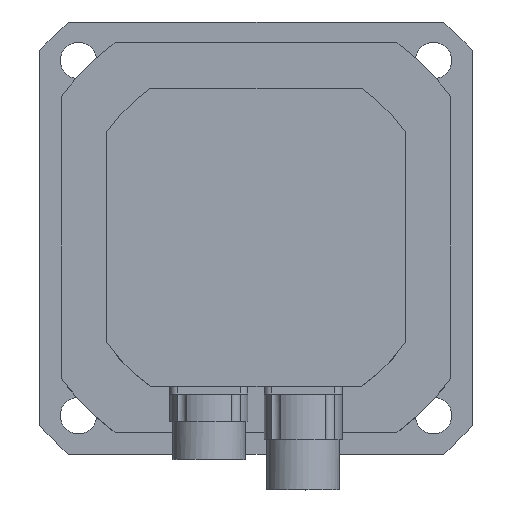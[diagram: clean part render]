
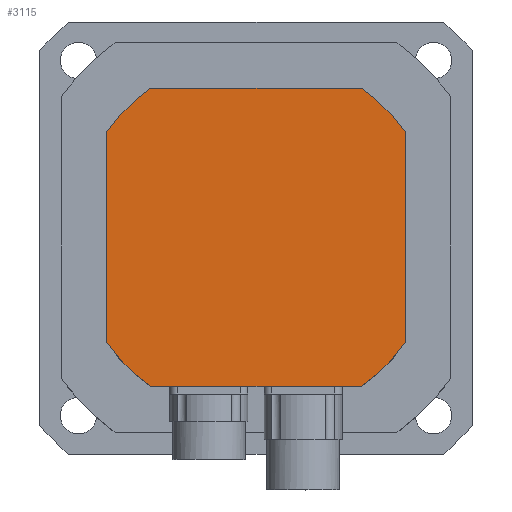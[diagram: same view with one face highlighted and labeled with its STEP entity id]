
A CAD part, top view. The second image highlights one B-rep face of the part: STEP entity #3115.
In plain terms, the highlighted planar face has unit normal (0, 0, 1).
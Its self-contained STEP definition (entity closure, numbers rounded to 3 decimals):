
#584=CARTESIAN_POINT('',(-49.,-34.627,45.0));
#585=VERTEX_POINT('',#584);
#592=CARTESIAN_POINT('',(-49.,34.627,45.0));
#593=VERTEX_POINT('',#592);
#594=CARTESIAN_POINT('',(-49.,34.627,45.0));
#595=DIRECTION('',(0.0,-1.0,0.0));
#596=VECTOR('',#595,69.253);
#597=LINE('',#594,#596);
#598=EDGE_CURVE('',#593,#585,#597,.T.);
#642=CARTESIAN_POINT('',(49.0,34.627,45.0));
#643=VERTEX_POINT('',#642);
#650=CARTESIAN_POINT('',(49.0,-34.627,45.0));
#651=VERTEX_POINT('',#650);
#652=CARTESIAN_POINT('',(49.0,-34.627,45.0));
#653=DIRECTION('',(0.0,1.0,0.0));
#654=VECTOR('',#653,69.253);
#655=LINE('',#652,#654);
#656=EDGE_CURVE('',#651,#643,#655,.T.);
#2965=CARTESIAN_POINT('',(-34.627,49.0,45.0));
#2966=VERTEX_POINT('',#2965);
#2973=CARTESIAN_POINT('',(34.627,49.0,45.0));
#2974=VERTEX_POINT('',#2973);
#2975=CARTESIAN_POINT('',(34.627,49.0,45.0));
#2976=DIRECTION('',(-1.0,0.0,0.0));
#2977=VECTOR('',#2976,69.253);
#2978=LINE('',#2975,#2977);
#2979=EDGE_CURVE('',#2974,#2966,#2978,.T.);
#2996=CARTESIAN_POINT('',(34.627,-49.0,45.0));
#2997=VERTEX_POINT('',#2996);
#3004=CARTESIAN_POINT('',(-34.627,-49.0,45.0));
#3005=VERTEX_POINT('',#3004);
#3006=CARTESIAN_POINT('',(-34.627,-49.0,45.0));
#3007=DIRECTION('',(1.0,0.0,0.0));
#3008=VECTOR('',#3007,69.253);
#3009=LINE('',#3006,#3008);
#3010=EDGE_CURVE('',#3005,#2997,#3009,.T.);
#3034=CARTESIAN_POINT('',(0.0,0.0,45.0));
#3035=DIRECTION('',(0.0,0.0,-1.0));
#3036=DIRECTION('',(-1.0,0.0,0.0));
#3037=AXIS2_PLACEMENT_3D('',#3034,#3035,#3036);
#3038=CIRCLE('',#3037,60.0);
#3039=EDGE_CURVE('',#651,#2997,#3038,.T.);
#3052=CARTESIAN_POINT('',(0.0,0.0,45.0));
#3053=DIRECTION('',(0.0,0.0,-1.0));
#3054=DIRECTION('',(-1.0,0.0,0.0));
#3055=AXIS2_PLACEMENT_3D('',#3052,#3053,#3054);
#3056=CIRCLE('',#3055,60.0);
#3057=EDGE_CURVE('',#2974,#643,#3056,.T.);
#3070=CARTESIAN_POINT('',(0.0,0.0,45.0));
#3071=DIRECTION('',(0.0,0.0,-1.0));
#3072=DIRECTION('',(-1.0,0.0,0.0));
#3073=AXIS2_PLACEMENT_3D('',#3070,#3071,#3072);
#3074=CIRCLE('',#3073,60.0);
#3075=EDGE_CURVE('',#593,#2966,#3074,.T.);
#3090=CARTESIAN_POINT('',(0.0,0.0,45.0));
#3091=DIRECTION('',(0.0,0.0,-1.0));
#3092=DIRECTION('',(-1.0,0.0,0.0));
#3093=AXIS2_PLACEMENT_3D('',#3090,#3091,#3092);
#3094=CIRCLE('',#3093,60.0);
#3095=EDGE_CURVE('',#3005,#585,#3094,.T.);
#3100=CARTESIAN_POINT('',(0.0,0.0,45.0));
#3101=DIRECTION('',(0.0,0.0,-1.0));
#3102=DIRECTION('',(-1.0,0.0,0.0));
#3103=AXIS2_PLACEMENT_3D('',#3100,#3101,#3102);
#3104=PLANE('',#3103);
#3105=ORIENTED_EDGE('',*,*,#598,.T.);
#3106=ORIENTED_EDGE('',*,*,#3095,.F.);
#3107=ORIENTED_EDGE('',*,*,#3010,.T.);
#3108=ORIENTED_EDGE('',*,*,#3039,.F.);
#3109=ORIENTED_EDGE('',*,*,#656,.T.);
#3110=ORIENTED_EDGE('',*,*,#3057,.F.);
#3111=ORIENTED_EDGE('',*,*,#2979,.T.);
#3112=ORIENTED_EDGE('',*,*,#3075,.F.);
#3113=EDGE_LOOP('',(#3105,#3106,#3107,#3108,#3109,#3110,#3111,#3112));
#3114=FACE_OUTER_BOUND('',#3113,.T.);
#3115=ADVANCED_FACE('',(#3114),#3104,.F.);
